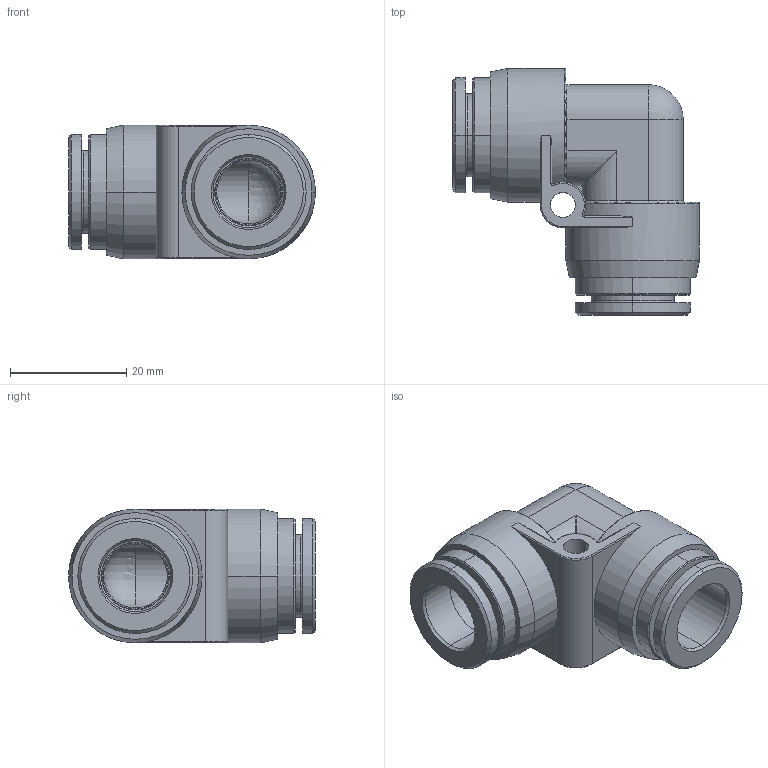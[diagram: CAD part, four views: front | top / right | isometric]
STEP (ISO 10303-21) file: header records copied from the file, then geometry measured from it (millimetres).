
FILE_DESCRIPTION(( 'MXP.28.12.12.stp' ), '1');
FILE_NAME( 'MXP.28.12.12.stp', '2021-02-22T15:44:31',( 'Sopra'),('sopra-pneumatic.com'), 'SwSTEP 2.0','SolidWorks 2009','' );
FILE_SCHEMA(('CONFIG_CONTROL_DESIGN'));
Length unit declared in the file: millimetre
Products named in the file (1): 367567B_955V-12FF
Bounding box: 42.5 x 42.5 x 23 mm (x, y, z)
Volume: 14161.9 mm3; surface area: 8126.8 mm2
Topology: 1 solids, 1 shells, 139 faces, 331 edges, 200 vertices
Faces by surface type: cylinder 58, plane 30, torus 30, cone 16, sphere 3, bspline 2
Entity records: 4350 total; most frequent: CARTESIAN_POINT 1039, DIRECTION 740, ORIENTED_EDGE 658, EDGE_CURVE 329, AXIS2_PLACEMENT_3D 309, VERTEX_POINT 200, CIRCLE 172, EDGE_LOOP 151
